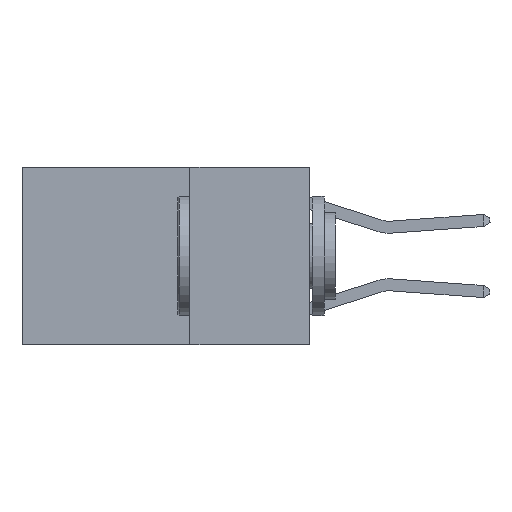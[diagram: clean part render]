
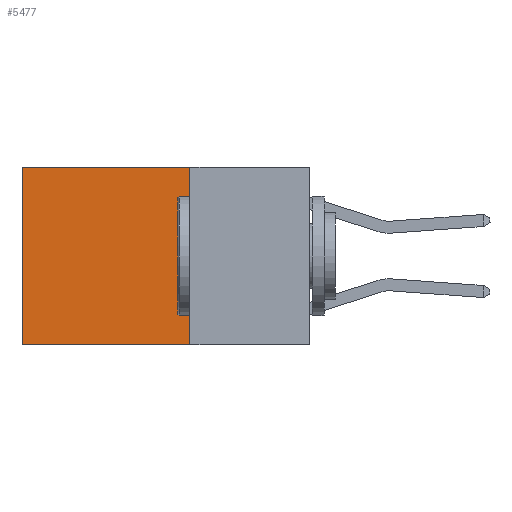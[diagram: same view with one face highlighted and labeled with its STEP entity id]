
A CAD part, left-side view. The second image highlights one B-rep face of the part: STEP entity #5477.
In plain terms, the highlighted planar face has unit normal (-1, 0, 0).
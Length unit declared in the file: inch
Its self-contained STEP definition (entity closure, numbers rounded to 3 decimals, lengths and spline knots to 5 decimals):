
#463 = EDGE_LOOP ( 'NONE', ( #13952, #2637, #12743, #3888 ) ) ;
#2107 = DIRECTION ( 'NONE',  ( 0., 0., -1. ) ) ;
#2194 = LINE ( 'NONE', #6701, #2694 ) ;
#2637 = ORIENTED_EDGE ( 'NONE', *, *, #17165, .F. ) ;
#2694 = VECTOR ( 'NONE', #11206, 39.37008 ) ;
#3888 = ORIENTED_EDGE ( 'NONE', *, *, #16010, .T. ) ;
#4081 = PLANE ( 'NONE',  #12957 ) ;
#4496 = VECTOR ( 'NONE', #2107, 39.37008 ) ;
#4736 = CARTESIAN_POINT ( 'NONE',  ( 0.2625, 0.25, -0.37 ) ) ;
#4923 = DIRECTION ( 'NONE',  ( 0., 0., -1. ) ) ;
#5244 = LINE ( 'NONE', #15797, #4496 ) ;
#5477 = ADVANCED_FACE ( 'NONE', ( #17482 ), #4081, .F. ) ;
#5952 = VECTOR ( 'NONE', #6109, 39.37008 ) ;
#6109 = DIRECTION ( 'NONE',  ( 0., 1., 0. ) ) ;
#6701 = CARTESIAN_POINT ( 'NONE',  ( 0.2625, 0.25, 0. ) ) ;
#7079 = EDGE_CURVE ( 'NONE', #7500, #9734, #2194, .T. ) ;
#7500 = VERTEX_POINT ( 'NONE', #16853 ) ;
#8079 = CARTESIAN_POINT ( 'NONE',  ( 0.2625, 0.6, 0. ) ) ;
#8409 = CARTESIAN_POINT ( 'NONE',  ( 0.2625, 0.25, -0.37 ) ) ;
#8503 = LINE ( 'NONE', #4736, #5952 ) ;
#8570 = DIRECTION ( 'NONE',  ( 0., 1., 0. ) ) ;
#8709 = CARTESIAN_POINT ( 'NONE',  ( 0.2625, 0.6, -0.37 ) ) ;
#9320 = VERTEX_POINT ( 'NONE', #8079 ) ;
#9734 = VERTEX_POINT ( 'NONE', #8409 ) ;
#9834 = DIRECTION ( 'NONE',  ( 1., 0., 0. ) ) ;
#10017 = CARTESIAN_POINT ( 'NONE',  ( 0.2625, 0.25, 0. ) ) ;
#11206 = DIRECTION ( 'NONE',  ( 0., 0., -1. ) ) ;
#12743 = ORIENTED_EDGE ( 'NONE', *, *, #7079, .F. ) ;
#12957 = AXIS2_PLACEMENT_3D ( 'NONE', #10017, #9834, #4923 ) ;
#12974 = LINE ( 'NONE', #17474, #15324 ) ;
#13952 = ORIENTED_EDGE ( 'NONE', *, *, #18906, .T. ) ;
#14230 = VERTEX_POINT ( 'NONE', #8709 ) ;
#15324 = VECTOR ( 'NONE', #8570, 39.37008 ) ;
#15797 = CARTESIAN_POINT ( 'NONE',  ( 0.2625, 0.6, 0. ) ) ;
#16010 = EDGE_CURVE ( 'NONE', #7500, #9320, #12974, .T. ) ;
#16853 = CARTESIAN_POINT ( 'NONE',  ( 0.2625, 0.25, 0. ) ) ;
#17165 = EDGE_CURVE ( 'NONE', #9734, #14230, #8503, .T. ) ;
#17474 = CARTESIAN_POINT ( 'NONE',  ( 0.2625, 0.25, 0. ) ) ;
#17482 = FACE_OUTER_BOUND ( 'NONE', #463, .T. ) ;
#18906 = EDGE_CURVE ( 'NONE', #9320, #14230, #5244, .T. ) ;
